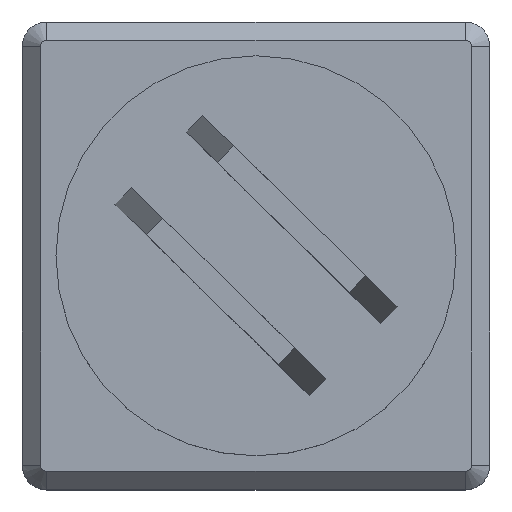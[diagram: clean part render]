
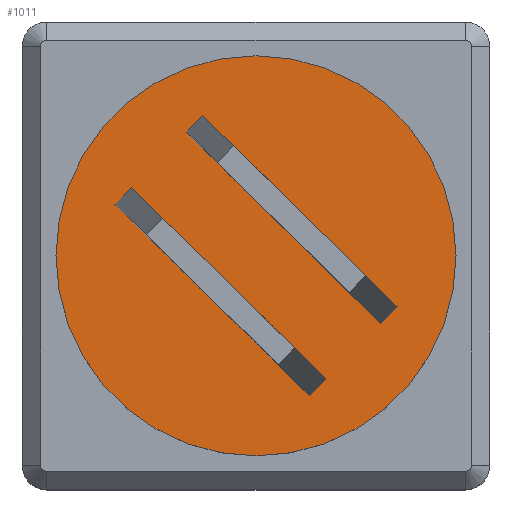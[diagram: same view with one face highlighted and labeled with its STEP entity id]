
A CAD part, top view. The second image highlights one B-rep face of the part: STEP entity #1011.
In plain terms, the highlighted planar face has unit normal (0, 0, 1).
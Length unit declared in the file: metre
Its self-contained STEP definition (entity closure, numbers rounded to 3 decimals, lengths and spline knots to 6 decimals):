
#44=LINE('',#1606,#108);
#46=LINE('',#1610,#110);
#48=LINE('',#1614,#112);
#49=LINE('',#1616,#113);
#54=LINE('',#1625,#118);
#56=LINE('',#1629,#120);
#58=LINE('',#1633,#122);
#59=LINE('',#1635,#123);
#108=VECTOR('',#1293,1.);
#110=VECTOR('',#1297,1.);
#112=VECTOR('',#1301,1.);
#113=VECTOR('',#1304,1.);
#118=VECTOR('',#1313,1.);
#120=VECTOR('',#1317,1.);
#122=VECTOR('',#1321,1.);
#123=VECTOR('',#1324,1.);
#166=PLANE('',#1116);
#301=ORIENTED_EDGE('',*,*,#479,.F.);
#302=ORIENTED_EDGE('',*,*,#480,.F.);
#303=ORIENTED_EDGE('',*,*,#475,.F.);
#304=ORIENTED_EDGE('',*,*,#477,.F.);
#305=ORIENTED_EDGE('',*,*,#489,.F.);
#306=ORIENTED_EDGE('',*,*,#490,.F.);
#307=ORIENTED_EDGE('',*,*,#485,.F.);
#308=ORIENTED_EDGE('',*,*,#487,.F.);
#309=ORIENTED_EDGE('',*,*,#491,.T.);
#475=EDGE_CURVE('',#594,#593,#44,.T.);
#477=EDGE_CURVE('',#595,#594,#46,.T.);
#479=EDGE_CURVE('',#596,#595,#48,.T.);
#480=EDGE_CURVE('',#593,#596,#49,.T.);
#485=EDGE_CURVE('',#598,#597,#54,.T.);
#487=EDGE_CURVE('',#599,#598,#56,.T.);
#489=EDGE_CURVE('',#600,#599,#58,.T.);
#490=EDGE_CURVE('',#597,#600,#59,.T.);
#491=EDGE_CURVE('',#601,#601,#671,.T.);
#593=VERTEX_POINT('',#1603);
#594=VERTEX_POINT('',#1605);
#595=VERTEX_POINT('',#1609);
#596=VERTEX_POINT('',#1613);
#597=VERTEX_POINT('',#1622);
#598=VERTEX_POINT('',#1624);
#599=VERTEX_POINT('',#1628);
#600=VERTEX_POINT('',#1632);
#601=VERTEX_POINT('',#1638);
#671=CIRCLE('',#1114,0.032585);
#769=EDGE_LOOP('',(#301,#302,#303,#304));
#770=EDGE_LOOP('',(#305,#306,#307,#308));
#771=EDGE_LOOP('',(#309));
#895=FACE_BOUND('',#769,.T.);
#896=FACE_BOUND('',#770,.T.);
#897=FACE_BOUND('',#771,.T.);
#1011=ADVANCED_FACE('',(#895,#896,#897),#166,.T.);
#1114=AXIS2_PLACEMENT_3D('',#1637,#1327,#1328);
#1116=AXIS2_PLACEMENT_3D('',#1641,#1331,#1332);
#1293=DIRECTION('',(-0.713,0.701,0.));
#1297=DIRECTION('',(0.701,0.713,0.));
#1301=DIRECTION('',(0.713,-0.701,0.));
#1304=DIRECTION('',(-0.701,-0.713,0.));
#1313=DIRECTION('',(-0.713,0.701,0.));
#1317=DIRECTION('',(0.701,0.713,0.));
#1321=DIRECTION('',(0.713,-0.701,0.));
#1324=DIRECTION('',(-0.701,-0.713,0.));
#1327=DIRECTION('',(0.,0.,1.));
#1328=DIRECTION('',(1.,0.,0.));
#1331=DIRECTION('',(0.,0.,1.));
#1332=DIRECTION('',(1.,0.,0.));
#1603=CARTESIAN_POINT('',(-0.008721,0.022828,0.00508));
#1605=CARTESIAN_POINT('',(0.02297,-0.008341,0.00508));
#1606=CARTESIAN_POINT('',(0.02297,-0.008341,0.00508));
#1609=CARTESIAN_POINT('',(0.020298,-0.011057,0.00508));
#1610=CARTESIAN_POINT('',(0.008721,-0.022828,0.00508));
#1613=CARTESIAN_POINT('',(-0.011393,0.020112,0.00508));
#1614=CARTESIAN_POINT('',(-0.011393,0.020112,0.00508));
#1616=CARTESIAN_POINT('',(-0.020298,0.011057,0.00508));
#1622=CARTESIAN_POINT('',(-0.020298,0.011057,0.00508));
#1624=CARTESIAN_POINT('',(0.011393,-0.020112,0.00508));
#1625=CARTESIAN_POINT('',(0.011393,-0.020112,0.00508));
#1628=CARTESIAN_POINT('',(0.008721,-0.022828,0.00508));
#1629=CARTESIAN_POINT('',(0.008721,-0.022828,0.00508));
#1632=CARTESIAN_POINT('',(-0.02297,0.008341,0.00508));
#1633=CARTESIAN_POINT('',(-0.02297,0.008341,0.00508));
#1635=CARTESIAN_POINT('',(-0.020298,0.011057,0.00508));
#1637=CARTESIAN_POINT('',(0.,0.,0.00508));
#1638=CARTESIAN_POINT('',(0.032585,0.,0.00508));
#1641=CARTESIAN_POINT('',(0.,0.,0.00508));
